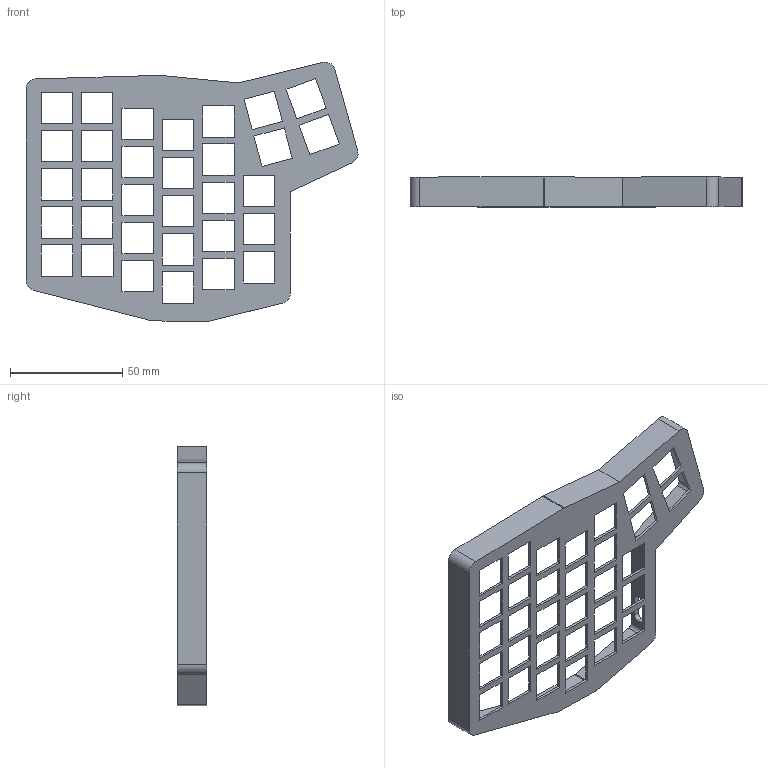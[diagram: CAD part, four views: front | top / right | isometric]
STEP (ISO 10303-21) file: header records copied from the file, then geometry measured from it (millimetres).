
FILE_DESCRIPTION(/* description */ (''),/* implementation_level */ '2;1');
FILE_NAME(/* name */ 'Case-Plate01v1.step',/* time_stamp */ '2025-12-20T20:31:12+07:00',/* author */ (''),/* organization */ (''),/* preprocessor_version */ 'ST-DEVELOPER v20.1',/* originating_system */ 'Autodesk Translation Framework v14.21.0.0',/* authorisation */ '');
FILE_SCHEMA (('AUTOMOTIVE_DESIGN { 1 0 10303 214 3 1 1 }'));
Length unit declared in the file: millimetre
Products named in the file (1): 2025-12-19-22-01-28-454
Bounding box: 148.04 x 13.2 x 115.81 mm (x, y, z)
Volume: 21779.8 mm3; surface area: 28259.6 mm2
Topology: 1 solids, 1 shells, 190 faces, 561 edges, 374 vertices
Faces by surface type: plane 163, cylinder 27
Entity records: 6432 total; most frequent: CARTESIAN_POINT 1126, ORIENTED_EDGE 1122, DIRECTION 997, EDGE_CURVE 561, LINE 507, VECTOR 507, VERTEX_POINT 374, EDGE_LOOP 261
